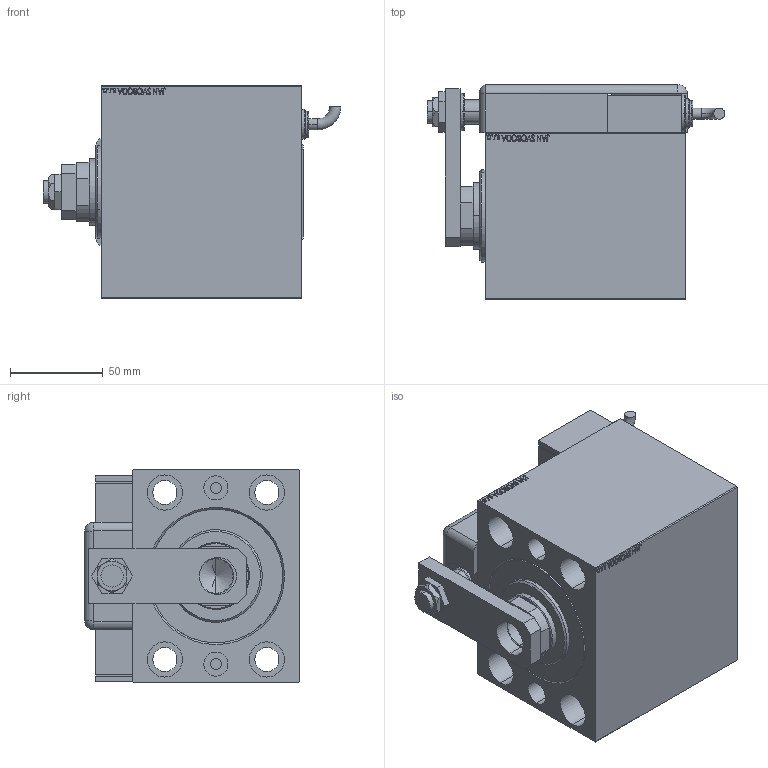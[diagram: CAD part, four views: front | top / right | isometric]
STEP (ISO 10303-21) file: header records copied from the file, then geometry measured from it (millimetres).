
FILE_DESCRIPTION (( 'STEP AP203' ), '1' );
FILE_NAME ('9fff.STEP', '2024-02-12T04:26:19', ( '' ), ( '' ), 'SwSTEP 2.0', 'SolidWorks 2019', '' );
FILE_SCHEMA (( 'CONFIG_CONTROL_DESIGN' ));
Length unit declared in the file: millimetre
Products named in the file (13): SWITCH DIM A_G 87fdaa0b33c50ab4b4ae06d168e80099; 9fff; NUT_D13 87fdaa0b33c50ab4b4ae06d168e80099; SWITCH_Q_FRONT_BACK 87fdaa0b33c50ab4b4ae06d168e80099; NUT_D19 87fdaa0b33c50ab4b4ae06d168e80099; TYC 87fdaa0b33c50ab4b4ae06d168e80099; MAGNETIC SWITCH Q 87fdaa0b33c50ab4b4ae06d168e80099; V450CM_VC_B 87fdaa0b33c50ab4b4ae06d168e80099; ZARAZKA_Q 87fdaa0b33c50ab4b4ae06d168e80099; V450CM_C_VCP 87fdaa0b33c50ab4b4ae06d168e80099; SWITCH Q 87fdaa0b33c50ab4b4ae06d168e80099; KRYT 87fdaa0b33c50ab4b4ae06d168e80099; V450CM_C_Body 87fdaa0b33c50ab4b4ae06d168e80099
Assembly tree (13 placements, depth 3):
  9fff
    V450CM_C_Body 87fdaa0b33c50ab4b4ae06d168e80099
    V450CM_C_VCP 87fdaa0b33c50ab4b4ae06d168e80099
    V450CM_VC_B 87fdaa0b33c50ab4b4ae06d168e80099
    MAGNETIC SWITCH Q 87fdaa0b33c50ab4b4ae06d168e80099
      SWITCH_Q_FRONT_BACK 87fdaa0b33c50ab4b4ae06d168e80099
      TYC 87fdaa0b33c50ab4b4ae06d168e80099
      ZARAZKA_Q 87fdaa0b33c50ab4b4ae06d168e80099
      SWITCH DIM A_G 87fdaa0b33c50ab4b4ae06d168e80099
      NUT_D19 87fdaa0b33c50ab4b4ae06d168e80099
      NUT_D13 87fdaa0b33c50ab4b4ae06d168e80099
      KRYT 87fdaa0b33c50ab4b4ae06d168e80099
      SWITCH Q 87fdaa0b33c50ab4b4ae06d168e80099  x2
Bounding box: 160.46 x 115.8 x 115 mm (x, y, z)
Volume: 1131174.8 mm3; surface area: 197362.3 mm2
Topology: 13 solids, 13 shells, 1242 faces, 3148 edges, 2079 vertices
Faces by surface type: plane 614, bspline 471, cylinder 111, cone 22, torus 22, sphere 2
Entity records: 59517 total; most frequent: CARTESIAN_POINT 32055, ORIENTED_EDGE 6100, DIRECTION 3848, EDGE_CURVE 3050, VERTEX_POINT 2019, VECTOR 1820, LINE 1820, EDGE_LOOP 1373
